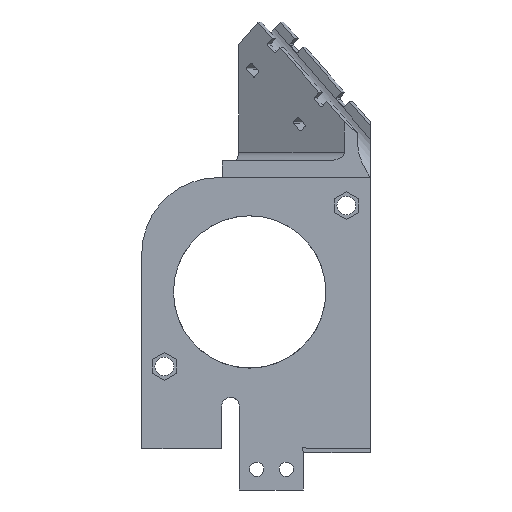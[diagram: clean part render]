
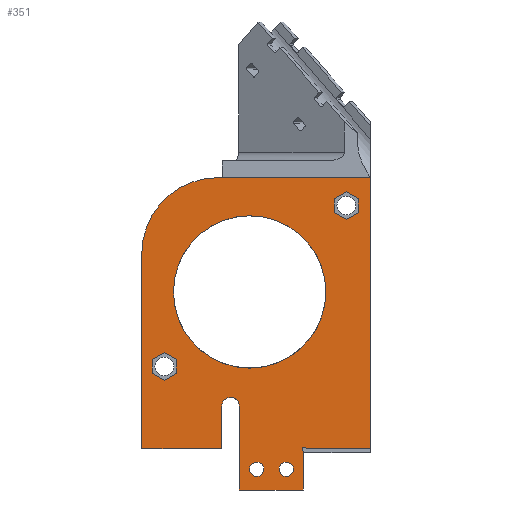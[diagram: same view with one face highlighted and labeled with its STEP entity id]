
A CAD part, left-side view. The second image highlights one B-rep face of the part: STEP entity #351.
In plain terms, the highlighted planar face has unit normal (-1, 0, 0).
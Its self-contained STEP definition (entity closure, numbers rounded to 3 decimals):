
#32 = VERTEX_POINT('',#33);
#33 = CARTESIAN_POINT('',(-5.,50.,9.));
#39 = EDGE_CURVE('',#32,#40,#42,.T.);
#40 = VERTEX_POINT('',#41);
#41 = CARTESIAN_POINT('',(-5.,31.1,9.));
#42 = LINE('',#43,#44);
#43 = CARTESIAN_POINT('',(-5.,50.,9.));
#44 = VECTOR('',#45,1.);
#45 = DIRECTION('',(0.,-1.,0.));
#293 = VERTEX_POINT('',#294);
#294 = CARTESIAN_POINT('',(-5.,50.,55.));
#300 = EDGE_CURVE('',#293,#32,#301,.T.);
#301 = LINE('',#302,#303);
#302 = CARTESIAN_POINT('',(-5.,50.,55.));
#303 = VECTOR('',#304,1.);
#304 = DIRECTION('',(0.,0.,-1.));
#351 = ADVANCED_FACE('',(#352,#461,#472,#522,#572,#583),#594,.T.);
#352 = FACE_BOUND('',#353,.T.);
#353 = EDGE_LOOP('',(#354,#363,#364,#365,#373,#382,#390,#398,#406,#414,
    #422,#431,#439,#447,#455));
#354 = ORIENTED_EDGE('',*,*,#355,.F.);
#355 = EDGE_CURVE('',#293,#356,#358,.T.);
#356 = VERTEX_POINT('',#357);
#357 = CARTESIAN_POINT('',(-5.,32.,73.));
#358 = CIRCLE('',#359,18.);
#359 = AXIS2_PLACEMENT_3D('',#360,#361,#362);
#360 = CARTESIAN_POINT('',(-5.,32.,55.));
#361 = DIRECTION('',(1.,0.,0.));
#362 = DIRECTION('',(0.,1.,0.));
#363 = ORIENTED_EDGE('',*,*,#300,.T.);
#364 = ORIENTED_EDGE('',*,*,#39,.T.);
#365 = ORIENTED_EDGE('',*,*,#366,.F.);
#366 = EDGE_CURVE('',#367,#40,#369,.T.);
#367 = VERTEX_POINT('',#368);
#368 = CARTESIAN_POINT('',(-5.,31.1,19.));
#369 = LINE('',#370,#371);
#370 = CARTESIAN_POINT('',(-5.,31.1,22.138));
#371 = VECTOR('',#372,1.);
#372 = DIRECTION('',(0.,0.,-1.));
#373 = ORIENTED_EDGE('',*,*,#374,.T.);
#374 = EDGE_CURVE('',#367,#375,#377,.T.);
#375 = VERTEX_POINT('',#376);
#376 = CARTESIAN_POINT('',(-5.,26.9,19.));
#377 = CIRCLE('',#378,2.1);
#378 = AXIS2_PLACEMENT_3D('',#379,#380,#381);
#379 = CARTESIAN_POINT('',(-5.,29.,19.));
#380 = DIRECTION('',(1.,0.,0.));
#381 = DIRECTION('',(0.,1.,0.));
#382 = ORIENTED_EDGE('',*,*,#383,.F.);
#383 = EDGE_CURVE('',#384,#375,#386,.T.);
#384 = VERTEX_POINT('',#385);
#385 = CARTESIAN_POINT('',(-5.,26.9,9.));
#386 = LINE('',#387,#388);
#387 = CARTESIAN_POINT('',(-5.,26.9,27.638));
#388 = VECTOR('',#389,1.);
#389 = DIRECTION('',(0.,0.,1.));
#390 = ORIENTED_EDGE('',*,*,#391,.T.);
#391 = EDGE_CURVE('',#384,#392,#394,.T.);
#392 = VERTEX_POINT('',#393);
#393 = CARTESIAN_POINT('',(-5.,26.9,8.));
#394 = LINE('',#395,#396);
#395 = CARTESIAN_POINT('',(-5.,26.9,9.));
#396 = VECTOR('',#397,1.);
#397 = DIRECTION('',(0.,0.,-1.));
#398 = ORIENTED_EDGE('',*,*,#399,.T.);
#399 = EDGE_CURVE('',#392,#400,#402,.T.);
#400 = VERTEX_POINT('',#401);
#401 = CARTESIAN_POINT('',(-5.,26.9,-0.8));
#402 = LINE('',#403,#404);
#403 = CARTESIAN_POINT('',(-5.,26.9,9.));
#404 = VECTOR('',#405,1.);
#405 = DIRECTION('',(0.,0.,-1.));
#406 = ORIENTED_EDGE('',*,*,#407,.T.);
#407 = EDGE_CURVE('',#400,#408,#410,.T.);
#408 = VERTEX_POINT('',#409);
#409 = CARTESIAN_POINT('',(-5.,11.8,-0.8));
#410 = LINE('',#411,#412);
#411 = CARTESIAN_POINT('',(-5.,26.9,-0.8));
#412 = VECTOR('',#413,1.);
#413 = DIRECTION('',(0.,-1.,0.));
#414 = ORIENTED_EDGE('',*,*,#415,.T.);
#415 = EDGE_CURVE('',#408,#416,#418,.T.);
#416 = VERTEX_POINT('',#417);
#417 = CARTESIAN_POINT('',(-5.,11.8,8.335));
#418 = LINE('',#419,#420);
#419 = CARTESIAN_POINT('',(-5.,11.8,-0.8));
#420 = VECTOR('',#421,1.);
#421 = DIRECTION('',(0.,0.,1.));
#422 = ORIENTED_EDGE('',*,*,#423,.T.);
#423 = EDGE_CURVE('',#416,#424,#426,.T.);
#424 = VERTEX_POINT('',#425);
#425 = CARTESIAN_POINT('',(-5.,11.135,9.));
#426 = CIRCLE('',#427,0.5);
#427 = AXIS2_PLACEMENT_3D('',#428,#429,#430);
#428 = CARTESIAN_POINT('',(-5.,11.588,8.788));
#429 = DIRECTION('',(1.,0.,0.));
#430 = DIRECTION('',(0.,1.,0.));
#431 = ORIENTED_EDGE('',*,*,#432,.T.);
#432 = EDGE_CURVE('',#424,#433,#435,.T.);
#433 = VERTEX_POINT('',#434);
#434 = CARTESIAN_POINT('',(-5.,-4.,9.));
#435 = LINE('',#436,#437);
#436 = CARTESIAN_POINT('',(-5.,11.135,9.));
#437 = VECTOR('',#438,1.);
#438 = DIRECTION('',(0.,-1.,0.));
#439 = ORIENTED_EDGE('',*,*,#440,.T.);
#440 = EDGE_CURVE('',#433,#441,#443,.T.);
#441 = VERTEX_POINT('',#442);
#442 = CARTESIAN_POINT('',(-5.,-4.,73.));
#443 = LINE('',#444,#445);
#444 = CARTESIAN_POINT('',(-5.,-4.,9.));
#445 = VECTOR('',#446,1.);
#446 = DIRECTION('',(0.,0.,1.));
#447 = ORIENTED_EDGE('',*,*,#448,.T.);
#448 = EDGE_CURVE('',#441,#449,#451,.T.);
#449 = VERTEX_POINT('',#450);
#450 = CARTESIAN_POINT('',(-5.,31.,73.));
#451 = LINE('',#452,#453);
#452 = CARTESIAN_POINT('',(-5.,-4.,73.));
#453 = VECTOR('',#454,1.);
#454 = DIRECTION('',(0.,1.,0.));
#455 = ORIENTED_EDGE('',*,*,#456,.T.);
#456 = EDGE_CURVE('',#449,#356,#457,.T.);
#457 = LINE('',#458,#459);
#458 = CARTESIAN_POINT('',(-5.,-4.,73.));
#459 = VECTOR('',#460,1.);
#460 = DIRECTION('',(0.,1.,0.));
#461 = FACE_BOUND('',#462,.T.);
#462 = EDGE_LOOP('',(#463));
#463 = ORIENTED_EDGE('',*,*,#464,.T.);
#464 = EDGE_CURVE('',#465,#465,#467,.T.);
#465 = VERTEX_POINT('',#466);
#466 = CARTESIAN_POINT('',(-5.,42.5,46.));
#467 = CIRCLE('',#468,18.);
#468 = AXIS2_PLACEMENT_3D('',#469,#470,#471);
#469 = CARTESIAN_POINT('',(-5.,24.5,46.));
#470 = DIRECTION('',(1.,0.,0.));
#471 = DIRECTION('',(0.,1.,0.));
#472 = FACE_BOUND('',#473,.T.);
#473 = EDGE_LOOP('',(#474,#484,#492,#500,#508,#516));
#474 = ORIENTED_EDGE('',*,*,#475,.T.);
#475 = EDGE_CURVE('',#476,#478,#480,.T.);
#476 = VERTEX_POINT('',#477);
#477 = CARTESIAN_POINT('',(-5.,47.517,30.045));
#478 = VERTEX_POINT('',#479);
#479 = CARTESIAN_POINT('',(-5.,44.667,31.691));
#480 = LINE('',#481,#482);
#481 = CARTESIAN_POINT('',(-5.,47.517,30.045));
#482 = VECTOR('',#483,1.);
#483 = DIRECTION('',(0.,-0.866,0.5));
#484 = ORIENTED_EDGE('',*,*,#485,.T.);
#485 = EDGE_CURVE('',#478,#486,#488,.T.);
#486 = VERTEX_POINT('',#487);
#487 = CARTESIAN_POINT('',(-5.,41.817,30.045));
#488 = LINE('',#489,#490);
#489 = CARTESIAN_POINT('',(-5.,44.667,31.691));
#490 = VECTOR('',#491,1.);
#491 = DIRECTION('',(0.,-0.866,-0.5));
#492 = ORIENTED_EDGE('',*,*,#493,.T.);
#493 = EDGE_CURVE('',#486,#494,#496,.T.);
#494 = VERTEX_POINT('',#495);
#495 = CARTESIAN_POINT('',(-5.,41.817,26.755));
#496 = LINE('',#497,#498);
#497 = CARTESIAN_POINT('',(-5.,41.817,30.045));
#498 = VECTOR('',#499,1.);
#499 = DIRECTION('',(0.,0.,-1.));
#500 = ORIENTED_EDGE('',*,*,#501,.T.);
#501 = EDGE_CURVE('',#494,#502,#504,.T.);
#502 = VERTEX_POINT('',#503);
#503 = CARTESIAN_POINT('',(-5.,44.667,25.109));
#504 = LINE('',#505,#506);
#505 = CARTESIAN_POINT('',(-5.,41.817,26.755));
#506 = VECTOR('',#507,1.);
#507 = DIRECTION('',(0.,0.866,-0.5));
#508 = ORIENTED_EDGE('',*,*,#509,.T.);
#509 = EDGE_CURVE('',#502,#510,#512,.T.);
#510 = VERTEX_POINT('',#511);
#511 = CARTESIAN_POINT('',(-5.,47.517,26.755));
#512 = LINE('',#513,#514);
#513 = CARTESIAN_POINT('',(-5.,44.667,25.109));
#514 = VECTOR('',#515,1.);
#515 = DIRECTION('',(0.,0.866,0.5));
#516 = ORIENTED_EDGE('',*,*,#517,.T.);
#517 = EDGE_CURVE('',#510,#476,#518,.T.);
#518 = LINE('',#519,#520);
#519 = CARTESIAN_POINT('',(-5.,47.517,26.755));
#520 = VECTOR('',#521,1.);
#521 = DIRECTION('',(0.,0.,1.));
#522 = FACE_BOUND('',#523,.T.);
#523 = EDGE_LOOP('',(#524,#534,#542,#550,#558,#566));
#524 = ORIENTED_EDGE('',*,*,#525,.T.);
#525 = EDGE_CURVE('',#526,#528,#530,.T.);
#526 = VERTEX_POINT('',#527);
#527 = CARTESIAN_POINT('',(-5.,-1.183,68.045));
#528 = VERTEX_POINT('',#529);
#529 = CARTESIAN_POINT('',(-5.,-1.183,64.755));
#530 = LINE('',#531,#532);
#531 = CARTESIAN_POINT('',(-5.,-1.183,68.045));
#532 = VECTOR('',#533,1.);
#533 = DIRECTION('',(0.,0.,-1.));
#534 = ORIENTED_EDGE('',*,*,#535,.T.);
#535 = EDGE_CURVE('',#528,#536,#538,.T.);
#536 = VERTEX_POINT('',#537);
#537 = CARTESIAN_POINT('',(-5.,1.667,63.109));
#538 = LINE('',#539,#540);
#539 = CARTESIAN_POINT('',(-5.,-1.183,64.755));
#540 = VECTOR('',#541,1.);
#541 = DIRECTION('',(0.,0.866,-0.5));
#542 = ORIENTED_EDGE('',*,*,#543,.T.);
#543 = EDGE_CURVE('',#536,#544,#546,.T.);
#544 = VERTEX_POINT('',#545);
#545 = CARTESIAN_POINT('',(-5.,4.517,64.755));
#546 = LINE('',#547,#548);
#547 = CARTESIAN_POINT('',(-5.,1.667,63.109));
#548 = VECTOR('',#549,1.);
#549 = DIRECTION('',(0.,0.866,0.5));
#550 = ORIENTED_EDGE('',*,*,#551,.T.);
#551 = EDGE_CURVE('',#544,#552,#554,.T.);
#552 = VERTEX_POINT('',#553);
#553 = CARTESIAN_POINT('',(-5.,4.517,68.045));
#554 = LINE('',#555,#556);
#555 = CARTESIAN_POINT('',(-5.,4.517,64.755));
#556 = VECTOR('',#557,1.);
#557 = DIRECTION('',(0.,0.,1.));
#558 = ORIENTED_EDGE('',*,*,#559,.T.);
#559 = EDGE_CURVE('',#552,#560,#562,.T.);
#560 = VERTEX_POINT('',#561);
#561 = CARTESIAN_POINT('',(-5.,1.667,69.691));
#562 = LINE('',#563,#564);
#563 = CARTESIAN_POINT('',(-5.,4.517,68.045));
#564 = VECTOR('',#565,1.);
#565 = DIRECTION('',(0.,-0.866,0.5));
#566 = ORIENTED_EDGE('',*,*,#567,.T.);
#567 = EDGE_CURVE('',#560,#526,#568,.T.);
#568 = LINE('',#569,#570);
#569 = CARTESIAN_POINT('',(-5.,1.667,69.691));
#570 = VECTOR('',#571,1.);
#571 = DIRECTION('',(0.,-0.866,-0.5));
#572 = FACE_BOUND('',#573,.T.);
#573 = EDGE_LOOP('',(#574));
#574 = ORIENTED_EDGE('',*,*,#575,.T.);
#575 = EDGE_CURVE('',#576,#576,#578,.T.);
#576 = VERTEX_POINT('',#577);
#577 = CARTESIAN_POINT('',(-5.,17.55,4.1));
#578 = CIRCLE('',#579,1.7);
#579 = AXIS2_PLACEMENT_3D('',#580,#581,#582);
#580 = CARTESIAN_POINT('',(-5.,15.85,4.1));
#581 = DIRECTION('',(1.,0.,0.));
#582 = DIRECTION('',(0.,1.,0.));
#583 = FACE_BOUND('',#584,.T.);
#584 = EDGE_LOOP('',(#585));
#585 = ORIENTED_EDGE('',*,*,#586,.T.);
#586 = EDGE_CURVE('',#587,#587,#589,.T.);
#587 = VERTEX_POINT('',#588);
#588 = CARTESIAN_POINT('',(-5.,24.55,4.1));
#589 = CIRCLE('',#590,1.7);
#590 = AXIS2_PLACEMENT_3D('',#591,#592,#593);
#591 = CARTESIAN_POINT('',(-5.,22.85,4.1));
#592 = DIRECTION('',(1.,0.,0.));
#593 = DIRECTION('',(0.,1.,0.));
#594 = PLANE('',#595);
#595 = AXIS2_PLACEMENT_3D('',#596,#597,#598);
#596 = CARTESIAN_POINT('',(-5.,21.701,36.276));
#597 = DIRECTION('',(-1.,0.,0.));
#598 = DIRECTION('',(0.,-1.,0.));
